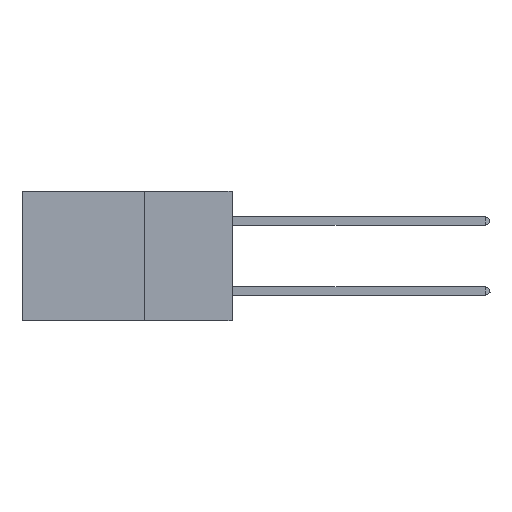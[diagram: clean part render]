
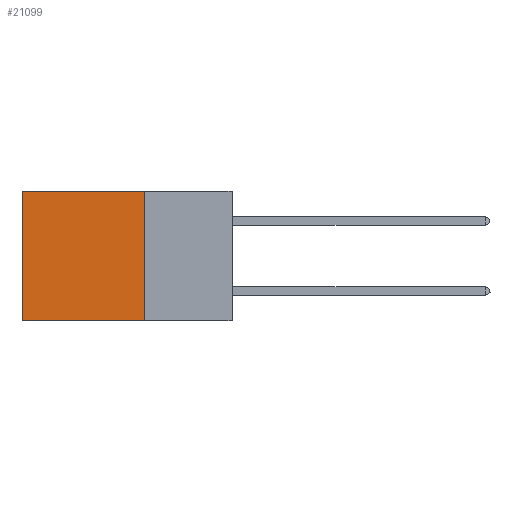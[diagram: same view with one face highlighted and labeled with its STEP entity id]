
A CAD part, left-side view. The second image highlights one B-rep face of the part: STEP entity #21099.
In plain terms, the highlighted planar face has unit normal (-1, 0, 0).
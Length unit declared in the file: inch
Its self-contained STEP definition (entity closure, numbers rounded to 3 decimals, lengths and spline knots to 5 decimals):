
#311 = VECTOR ( 'NONE', #5011, 39.37008 ) ;
#586 = ORIENTED_EDGE ( 'NONE', *, *, #2522, .F. ) ;
#2522 = EDGE_CURVE ( 'NONE', #26337, #27224, #24402, .T. ) ;
#2698 = CARTESIAN_POINT ( 'NONE',  ( 0.2875, 0.25, 0. ) ) ;
#3417 = CARTESIAN_POINT ( 'NONE',  ( 0.2875, 0.6, 0. ) ) ;
#4555 = CARTESIAN_POINT ( 'NONE',  ( 0.2875, 0.25, 0. ) ) ;
#5011 = DIRECTION ( 'NONE',  ( 0., 0., -1. ) ) ;
#5621 = LINE ( 'NONE', #26326, #16205 ) ;
#5889 = EDGE_LOOP ( 'NONE', ( #17225, #586, #19136, #24930 ) ) ;
#7310 = CARTESIAN_POINT ( 'NONE',  ( 0.2875, 0.25, 0. ) ) ;
#7314 = DIRECTION ( 'NONE',  ( 0., 1., 0. ) ) ;
#9001 = PLANE ( 'NONE',  #13295 ) ;
#9044 = DIRECTION ( 'NONE',  ( 0., 1., 0. ) ) ;
#9068 = CARTESIAN_POINT ( 'NONE',  ( 0.2875, 0.6, 0. ) ) ;
#9800 = DIRECTION ( 'NONE',  ( 0., 0., -1. ) ) ;
#10825 = VERTEX_POINT ( 'NONE', #7310 ) ;
#11215 = VECTOR ( 'NONE', #9800, 39.37008 ) ;
#12582 = CARTESIAN_POINT ( 'NONE',  ( 0.2875, 0.25, -0.37 ) ) ;
#13295 = AXIS2_PLACEMENT_3D ( 'NONE', #4555, #17022, #13317 ) ;
#13317 = DIRECTION ( 'NONE',  ( 0., 0., -1. ) ) ;
#15358 = LINE ( 'NONE', #2698, #311 ) ;
#16205 = VECTOR ( 'NONE', #9044, 39.37008 ) ;
#17022 = DIRECTION ( 'NONE',  ( 1., 0., 0. ) ) ;
#17225 = ORIENTED_EDGE ( 'NONE', *, *, #23475, .T. ) ;
#17544 = VERTEX_POINT ( 'NONE', #9068 ) ;
#17912 = VECTOR ( 'NONE', #7314, 39.37008 ) ;
#18283 = CARTESIAN_POINT ( 'NONE',  ( 0.2875, 0.25, -0.37 ) ) ;
#18324 = FACE_OUTER_BOUND ( 'NONE', #5889, .T. ) ;
#19136 = ORIENTED_EDGE ( 'NONE', *, *, #20201, .F. ) ;
#20201 = EDGE_CURVE ( 'NONE', #10825, #26337, #15358, .T. ) ;
#21099 = ADVANCED_FACE ( 'NONE', ( #18324 ), #9001, .F. ) ;
#22132 = LINE ( 'NONE', #3417, #11215 ) ;
#23422 = CARTESIAN_POINT ( 'NONE',  ( 0.2875, 0.6, -0.37 ) ) ;
#23475 = EDGE_CURVE ( 'NONE', #17544, #27224, #22132, .T. ) ;
#24402 = LINE ( 'NONE', #18283, #17912 ) ;
#24930 = ORIENTED_EDGE ( 'NONE', *, *, #26088, .T. ) ;
#26088 = EDGE_CURVE ( 'NONE', #10825, #17544, #5621, .T. ) ;
#26326 = CARTESIAN_POINT ( 'NONE',  ( 0.2875, 0.25, 0. ) ) ;
#26337 = VERTEX_POINT ( 'NONE', #12582 ) ;
#27224 = VERTEX_POINT ( 'NONE', #23422 ) ;
